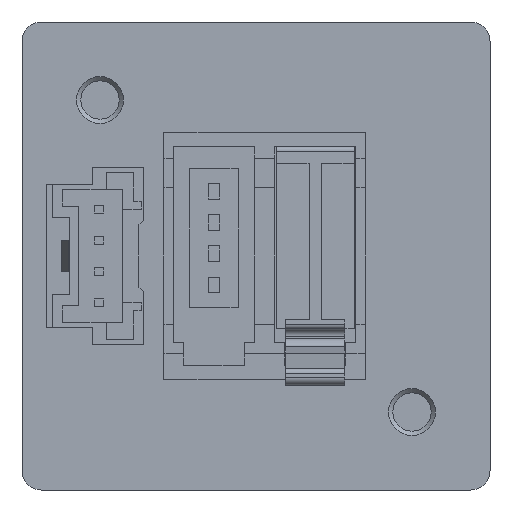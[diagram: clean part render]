
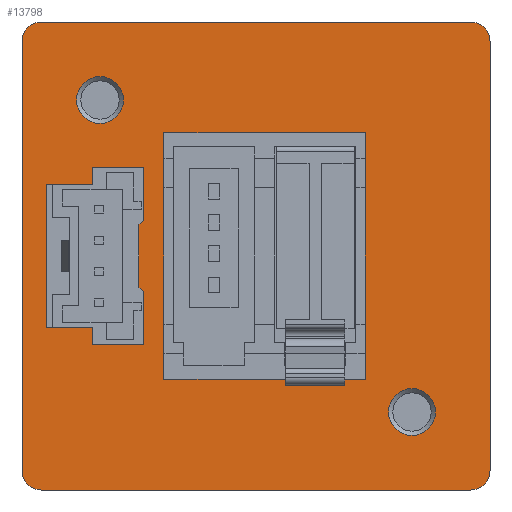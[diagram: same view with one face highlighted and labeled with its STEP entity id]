
A CAD part, left-side view. The second image highlights one B-rep face of the part: STEP entity #13798.
In plain terms, the highlighted planar face has unit normal (-1, 0, 0).
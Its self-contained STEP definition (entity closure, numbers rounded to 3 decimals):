
#132=CIRCLE('',#14372,1.25);
#133=CIRCLE('',#14373,1.25);
#134=CIRCLE('',#14374,1.25);
#135=CIRCLE('',#14375,1.25);
#136=CIRCLE('',#14376,1.5);
#137=CIRCLE('',#14377,1.5);
#602=ORIENTED_EDGE('',*,*,#3374,.T.);
#603=ORIENTED_EDGE('',*,*,#3430,.T.);
#604=ORIENTED_EDGE('',*,*,#3370,.T.);
#605=ORIENTED_EDGE('',*,*,#3431,.T.);
#606=ORIENTED_EDGE('',*,*,#3361,.T.);
#607=ORIENTED_EDGE('',*,*,#3432,.F.);
#608=ORIENTED_EDGE('',*,*,#3363,.T.);
#609=ORIENTED_EDGE('',*,*,#3433,.T.);
#610=ORIENTED_EDGE('',*,*,#3109,.F.);
#611=ORIENTED_EDGE('',*,*,#3434,.F.);
#612=ORIENTED_EDGE('',*,*,#3264,.F.);
#613=ORIENTED_EDGE('',*,*,#3435,.F.);
#614=ORIENTED_EDGE('',*,*,#3160,.T.);
#615=ORIENTED_EDGE('',*,*,#3436,.F.);
#616=ORIENTED_EDGE('',*,*,#3212,.T.);
#617=ORIENTED_EDGE('',*,*,#3437,.F.);
#618=ORIENTED_EDGE('',*,*,#3438,.T.);
#619=ORIENTED_EDGE('',*,*,#3439,.T.);
#620=ORIENTED_EDGE('',*,*,#3440,.T.);
#621=ORIENTED_EDGE('',*,*,#3441,.T.);
#622=ORIENTED_EDGE('',*,*,#3442,.T.);
#623=ORIENTED_EDGE('',*,*,#3443,.T.);
#624=ORIENTED_EDGE('',*,*,#3444,.T.);
#625=ORIENTED_EDGE('',*,*,#3445,.T.);
#626=ORIENTED_EDGE('',*,*,#3446,.T.);
#627=ORIENTED_EDGE('',*,*,#3447,.T.);
#628=ORIENTED_EDGE('',*,*,#3448,.T.);
#629=ORIENTED_EDGE('',*,*,#3449,.T.);
#630=ORIENTED_EDGE('',*,*,#3450,.T.);
#631=ORIENTED_EDGE('',*,*,#3451,.T.);
#3109=EDGE_CURVE('',#4536,#4537,#5489,.T.);
#3160=EDGE_CURVE('',#4587,#4588,#5540,.T.);
#3212=EDGE_CURVE('',#4639,#4640,#5592,.T.);
#3264=EDGE_CURVE('',#4691,#4692,#5643,.T.);
#3361=EDGE_CURVE('',#4776,#4743,#5739,.T.);
#3363=EDGE_CURVE('',#4748,#4777,#5741,.T.);
#3370=EDGE_CURVE('',#4784,#4783,#5748,.T.);
#3374=EDGE_CURVE('',#4788,#4787,#5752,.T.);
#3430=EDGE_CURVE('',#4787,#4784,#5808,.T.);
#3431=EDGE_CURVE('',#4783,#4776,#5809,.T.);
#3432=EDGE_CURVE('',#4748,#4743,#5810,.T.);
#3433=EDGE_CURVE('',#4777,#4788,#5811,.T.);
#3434=EDGE_CURVE('',#4692,#4536,#132,.T.);
#3435=EDGE_CURVE('',#4587,#4691,#133,.T.);
#3436=EDGE_CURVE('',#4639,#4588,#134,.T.);
#3437=EDGE_CURVE('',#4537,#4640,#135,.T.);
#3438=EDGE_CURVE('',#4837,#4837,#136,.T.);
#3439=EDGE_CURVE('',#4838,#4838,#137,.T.);
#3440=EDGE_CURVE('',#4839,#4840,#5812,.T.);
#3441=EDGE_CURVE('',#4840,#4841,#5813,.T.);
#3442=EDGE_CURVE('',#4841,#4842,#5814,.T.);
#3443=EDGE_CURVE('',#4842,#4843,#5815,.T.);
#3444=EDGE_CURVE('',#4843,#4844,#5816,.T.);
#3445=EDGE_CURVE('',#4844,#4845,#5817,.T.);
#3446=EDGE_CURVE('',#4845,#4846,#5818,.T.);
#3447=EDGE_CURVE('',#4846,#4847,#5819,.T.);
#3448=EDGE_CURVE('',#4847,#4848,#5820,.T.);
#3449=EDGE_CURVE('',#4848,#4849,#5821,.T.);
#3450=EDGE_CURVE('',#4849,#4850,#5822,.T.);
#3451=EDGE_CURVE('',#4850,#4839,#5823,.T.);
#4536=VERTEX_POINT('',#17706);
#4537=VERTEX_POINT('',#17708);
#4587=VERTEX_POINT('',#17810);
#4588=VERTEX_POINT('',#17811);
#4639=VERTEX_POINT('',#17915);
#4640=VERTEX_POINT('',#17916);
#4691=VERTEX_POINT('',#18020);
#4692=VERTEX_POINT('',#18021);
#4743=VERTEX_POINT('',#18130);
#4748=VERTEX_POINT('',#18144);
#4776=VERTEX_POINT('',#18219);
#4777=VERTEX_POINT('',#18223);
#4783=VERTEX_POINT('',#18236);
#4784=VERTEX_POINT('',#18238);
#4787=VERTEX_POINT('',#18245);
#4788=VERTEX_POINT('',#18247);
#4837=VERTEX_POINT('',#18364);
#4838=VERTEX_POINT('',#18366);
#4839=VERTEX_POINT('',#18368);
#4840=VERTEX_POINT('',#18369);
#4841=VERTEX_POINT('',#18371);
#4842=VERTEX_POINT('',#18373);
#4843=VERTEX_POINT('',#18375);
#4844=VERTEX_POINT('',#18377);
#4845=VERTEX_POINT('',#18379);
#4846=VERTEX_POINT('',#18381);
#4847=VERTEX_POINT('',#18383);
#4848=VERTEX_POINT('',#18385);
#4849=VERTEX_POINT('',#18387);
#4850=VERTEX_POINT('',#18389);
#5489=LINE('',#17707,#6795);
#5540=LINE('',#17809,#6846);
#5592=LINE('',#17914,#6898);
#5643=LINE('',#18019,#6949);
#5739=LINE('',#18218,#7045);
#5741=LINE('',#18222,#7047);
#5748=LINE('',#18237,#7054);
#5752=LINE('',#18246,#7058);
#5808=LINE('',#18355,#7114);
#5809=LINE('',#18356,#7115);
#5810=LINE('',#18357,#7116);
#5811=LINE('',#18358,#7117);
#5812=LINE('',#18367,#7118);
#5813=LINE('',#18370,#7119);
#5814=LINE('',#18372,#7120);
#5815=LINE('',#18374,#7121);
#5816=LINE('',#18376,#7122);
#5817=LINE('',#18378,#7123);
#5818=LINE('',#18380,#7124);
#5819=LINE('',#18382,#7125);
#5820=LINE('',#18384,#7126);
#5821=LINE('',#18386,#7127);
#5822=LINE('',#18388,#7128);
#5823=LINE('',#18390,#7129);
#6795=VECTOR('',#15047,1000.);
#6846=VECTOR('',#15100,1000.);
#6898=VECTOR('',#15154,1000.);
#6949=VECTOR('',#15209,1000.);
#7045=VECTOR('',#15341,1000.);
#7047=VECTOR('',#15345,1000.);
#7054=VECTOR('',#15354,1000.);
#7058=VECTOR('',#15360,1000.);
#7114=VECTOR('',#15424,1000.);
#7115=VECTOR('',#15425,1000.);
#7116=VECTOR('',#15426,1000.);
#7117=VECTOR('',#15427,1000.);
#7118=VECTOR('',#15440,1000.);
#7119=VECTOR('',#15441,1000.);
#7120=VECTOR('',#15442,1000.);
#7121=VECTOR('',#15443,1000.);
#7122=VECTOR('',#15444,1000.);
#7123=VECTOR('',#15445,1000.);
#7124=VECTOR('',#15446,1000.);
#7125=VECTOR('',#15447,1000.);
#7126=VECTOR('',#15448,1000.);
#7127=VECTOR('',#15449,1000.);
#7128=VECTOR('',#15450,1000.);
#7129=VECTOR('',#15451,1000.);
#8136=EDGE_LOOP('',(#602,#603,#604,#605,#606,#607,#608,#609));
#8137=EDGE_LOOP('',(#610,#611,#612,#613,#614,#615,#616,#617));
#8138=EDGE_LOOP('',(#618));
#8139=EDGE_LOOP('',(#619));
#8140=EDGE_LOOP('',(#620,#621,#622,#623,#624,#625,#626,#627,#628,#629,#630,
#631));
#8780=FACE_BOUND('',#8136,.T.);
#8781=FACE_BOUND('',#8137,.T.);
#8782=FACE_BOUND('',#8138,.T.);
#8783=FACE_BOUND('',#8139,.T.);
#8784=FACE_BOUND('',#8140,.T.);
#9367=PLANE('',#14371);
#13798=ADVANCED_FACE('',(#8780,#8781,#8782,#8783,#8784),#9367,.F.);
#14371=AXIS2_PLACEMENT_3D('',#18354,#15422,#15423);
#14372=AXIS2_PLACEMENT_3D('',#18359,#15428,#15429);
#14373=AXIS2_PLACEMENT_3D('',#18360,#15430,#15431);
#14374=AXIS2_PLACEMENT_3D('',#18361,#15432,#15433);
#14375=AXIS2_PLACEMENT_3D('',#18362,#15434,#15435);
#14376=AXIS2_PLACEMENT_3D('',#18363,#15436,#15437);
#14377=AXIS2_PLACEMENT_3D('',#18365,#15438,#15439);
#15047=DIRECTION('',(0.,-1.,0.));
#15100=DIRECTION('',(0.,-1.,0.));
#15154=DIRECTION('',(0.,0.,1.));
#15209=DIRECTION('',(0.,0.,1.));
#15341=DIRECTION('',(0.,0.,-1.));
#15345=DIRECTION('',(0.,0.,-1.));
#15354=DIRECTION('',(0.,0.,1.));
#15360=DIRECTION('',(0.,0.,1.));
#15422=DIRECTION('',(1.,0.,0.));
#15423=DIRECTION('',(0.,0.,-1.));
#15424=DIRECTION('',(0.,0.,1.));
#15425=DIRECTION('',(0.,-1.,0.));
#15426=DIRECTION('',(0.,0.,1.));
#15427=DIRECTION('',(0.,1.,0.));
#15428=DIRECTION('',(1.,0.,0.));
#15429=DIRECTION('',(0.,0.,-1.));
#15430=DIRECTION('',(1.,0.,0.));
#15431=DIRECTION('',(0.,0.,-1.));
#15432=DIRECTION('',(1.,0.,0.));
#15433=DIRECTION('',(0.,0.,-1.));
#15434=DIRECTION('',(1.,0.,0.));
#15435=DIRECTION('',(0.,0.,-1.));
#15436=DIRECTION('',(1.,0.,0.));
#15437=DIRECTION('',(0.,0.,-1.));
#15438=DIRECTION('',(1.,0.,0.));
#15439=DIRECTION('',(0.,0.,-1.));
#15440=DIRECTION('',(0.,0.,1.));
#15441=DIRECTION('',(0.,-1.,0.));
#15442=DIRECTION('',(0.,0.,-1.));
#15443=DIRECTION('',(0.,0.707,-0.707));
#15444=DIRECTION('',(0.,0.,-1.));
#15445=DIRECTION('',(0.,-0.707,-0.707));
#15446=DIRECTION('',(0.,0.,-1.));
#15447=DIRECTION('',(0.,1.,0.));
#15448=DIRECTION('',(0.,0.,1.));
#15449=DIRECTION('',(0.,1.,0.));
#15450=DIRECTION('',(0.,0.,1.));
#15451=DIRECTION('',(0.,-1.,0.));
#17706=CARTESIAN_POINT('',(0.,13.75,15.));
#17707=CARTESIAN_POINT('',(0.,15.,15.));
#17708=CARTESIAN_POINT('',(0.,-13.75,15.));
#17809=CARTESIAN_POINT('',(0.,15.,-15.));
#17810=CARTESIAN_POINT('',(0.,13.75,-15.));
#17811=CARTESIAN_POINT('',(0.,-13.75,-15.));
#17914=CARTESIAN_POINT('',(0.,-15.,-15.));
#17915=CARTESIAN_POINT('',(0.,-15.,-13.75));
#17916=CARTESIAN_POINT('',(0.,-15.,13.75));
#18019=CARTESIAN_POINT('',(0.,15.,-15.));
#18020=CARTESIAN_POINT('',(0.,15.,-13.75));
#18021=CARTESIAN_POINT('',(0.,15.,13.75));
#18130=CARTESIAN_POINT('',(0.,-7.,4.375));
#18144=CARTESIAN_POINT('',(0.,-7.,-4.375));
#18218=CARTESIAN_POINT('',(0.,-7.,7.9));
#18219=CARTESIAN_POINT('',(0.,-7.,7.9));
#18222=CARTESIAN_POINT('',(0.,-7.,7.9));
#18223=CARTESIAN_POINT('',(0.,-7.,-7.9));
#18236=CARTESIAN_POINT('',(0.,5.9,7.9));
#18237=CARTESIAN_POINT('',(0.,5.9,-7.9));
#18238=CARTESIAN_POINT('',(0.,5.9,4.375));
#18245=CARTESIAN_POINT('',(0.,5.9,-4.375));
#18246=CARTESIAN_POINT('',(0.,5.9,-7.9));
#18247=CARTESIAN_POINT('',(0.,5.9,-7.9));
#18354=CARTESIAN_POINT('',(0.,15.,-15.));
#18355=CARTESIAN_POINT('',(0.,5.9,-15.));
#18356=CARTESIAN_POINT('',(0.,5.9,7.9));
#18357=CARTESIAN_POINT('',(0.,-7.,-15.));
#18358=CARTESIAN_POINT('',(0.,-7.,-7.9));
#18359=CARTESIAN_POINT('',(0.,13.75,13.75));
#18360=CARTESIAN_POINT('',(0.,13.75,-13.75));
#18361=CARTESIAN_POINT('',(0.,-13.75,-13.75));
#18362=CARTESIAN_POINT('',(0.,-13.75,13.75));
#18363=CARTESIAN_POINT('',(0.,10.,10.));
#18364=CARTESIAN_POINT('',(0.,10.,8.5));
#18365=CARTESIAN_POINT('',(0.,-10.,-10.));
#18366=CARTESIAN_POINT('',(0.,-10.,-11.5));
#18367=CARTESIAN_POINT('',(0.,10.5,4.6));
#18368=CARTESIAN_POINT('',(0.,10.5,4.6));
#18369=CARTESIAN_POINT('',(0.,10.5,5.7));
#18370=CARTESIAN_POINT('',(0.,10.5,5.7));
#18371=CARTESIAN_POINT('',(0.,7.2,5.7));
#18372=CARTESIAN_POINT('',(0.,7.2,5.7));
#18373=CARTESIAN_POINT('',(0.,7.2,2.3));
#18374=CARTESIAN_POINT('',(0.,7.2,2.3));
#18375=CARTESIAN_POINT('',(0.,7.5,2.));
#18376=CARTESIAN_POINT('',(0.,7.5,2.));
#18377=CARTESIAN_POINT('',(0.,7.5,-2.));
#18378=CARTESIAN_POINT('',(0.,7.5,-2.));
#18379=CARTESIAN_POINT('',(0.,7.2,-2.3));
#18380=CARTESIAN_POINT('',(0.,7.2,-2.3));
#18381=CARTESIAN_POINT('',(0.,7.2,-5.7));
#18382=CARTESIAN_POINT('',(0.,7.2,-5.7));
#18383=CARTESIAN_POINT('',(0.,10.5,-5.7));
#18384=CARTESIAN_POINT('',(0.,10.5,-5.7));
#18385=CARTESIAN_POINT('',(0.,10.5,-4.6));
#18386=CARTESIAN_POINT('',(0.,10.5,-4.6));
#18387=CARTESIAN_POINT('',(0.,13.46,-4.6));
#18388=CARTESIAN_POINT('',(0.,13.46,-4.6));
#18389=CARTESIAN_POINT('',(0.,13.46,4.6));
#18390=CARTESIAN_POINT('',(0.,13.46,4.6));
